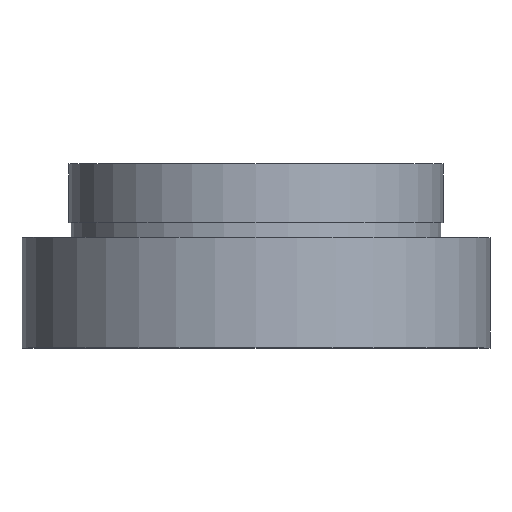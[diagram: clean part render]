
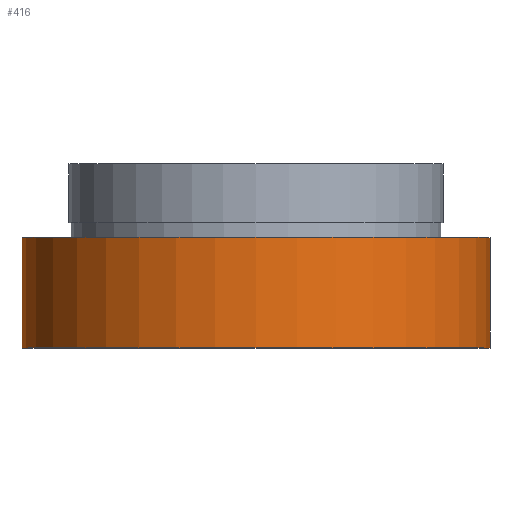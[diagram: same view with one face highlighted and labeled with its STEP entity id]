
A CAD part, top view. The second image highlights one B-rep face of the part: STEP entity #416.
In plain terms, the highlighted cylindrical face has radius 15.875 mm (diameter 31.75 mm), a partial arc.
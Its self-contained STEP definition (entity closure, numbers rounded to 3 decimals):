
#27 = DIRECTION ( 'NONE',  ( -1., 0., 0. ) ) ;
#40 = DIRECTION ( 'NONE',  ( -1., 0., 0. ) ) ;
#53 = EDGE_CURVE ( 'NONE', #164, #135, #267, .T. ) ;
#74 = DIRECTION ( 'NONE',  ( 0., 1., 0. ) ) ;
#85 = EDGE_CURVE ( 'NONE', #279, #135, #240, .T. ) ;
#114 = CARTESIAN_POINT ( 'NONE',  ( -15.875, 16.886, 0. ) ) ;
#117 = DIRECTION ( 'NONE',  ( -1., 0., 0. ) ) ;
#125 = ORIENTED_EDGE ( 'NONE', *, *, #393, .F. ) ;
#135 = VERTEX_POINT ( 'NONE', #606 ) ;
#149 = AXIS2_PLACEMENT_3D ( 'NONE', #559, #324, #117 ) ;
#152 = LINE ( 'NONE', #114, #402 ) ;
#159 = ORIENTED_EDGE ( 'NONE', *, *, #53, .T. ) ;
#164 = VERTEX_POINT ( 'NONE', #445 ) ;
#202 = CARTESIAN_POINT ( 'NONE',  ( 0., 0., 0. ) ) ;
#228 = CARTESIAN_POINT ( 'NONE',  ( 15.875, 16.886, 0. ) ) ;
#233 = ORIENTED_EDGE ( 'NONE', *, *, #85, .F. ) ;
#237 = DIRECTION ( 'NONE',  ( 0., 1., 0. ) ) ;
#240 = CIRCLE ( 'NONE', #149, 15.875 ) ;
#247 = VECTOR ( 'NONE', #237, 1000. ) ;
#267 = LINE ( 'NONE', #228, #247 ) ;
#279 = VERTEX_POINT ( 'NONE', #591 ) ;
#317 = CARTESIAN_POINT ( 'NONE',  ( 0., 16.886, 0. ) ) ;
#324 = DIRECTION ( 'NONE',  ( 0., 1., 0. ) ) ;
#393 = EDGE_CURVE ( 'NONE', #425, #279, #152, .T. ) ;
#402 = VECTOR ( 'NONE', #491, 1000. ) ;
#416 = ADVANCED_FACE ( 'NONE', ( #462 ), #452, .T. ) ;
#420 = CARTESIAN_POINT ( 'NONE',  ( -15.875, 0., 0. ) ) ;
#424 = AXIS2_PLACEMENT_3D ( 'NONE', #317, #534, #27 ) ;
#425 = VERTEX_POINT ( 'NONE', #420 ) ;
#445 = CARTESIAN_POINT ( 'NONE',  ( 15.875, 0., 0. ) ) ;
#452 = CYLINDRICAL_SURFACE ( 'NONE', #424, 15.875 ) ;
#462 = FACE_OUTER_BOUND ( 'NONE', #502, .T. ) ;
#491 = DIRECTION ( 'NONE',  ( 0., 1., 0. ) ) ;
#502 = EDGE_LOOP ( 'NONE', ( #552, #159, #233, #125 ) ) ;
#508 = CIRCLE ( 'NONE', #547, 15.875 ) ;
#514 = EDGE_CURVE ( 'NONE', #425, #164, #508, .T. ) ;
#534 = DIRECTION ( 'NONE',  ( 0., 1., 0. ) ) ;
#547 = AXIS2_PLACEMENT_3D ( 'NONE', #202, #74, #40 ) ;
#552 = ORIENTED_EDGE ( 'NONE', *, *, #514, .T. ) ;
#559 = CARTESIAN_POINT ( 'NONE',  ( 0., 7.5, 0. ) ) ;
#591 = CARTESIAN_POINT ( 'NONE',  ( -15.875, 7.5, 0. ) ) ;
#606 = CARTESIAN_POINT ( 'NONE',  ( 15.875, 7.5, 0. ) ) ;
